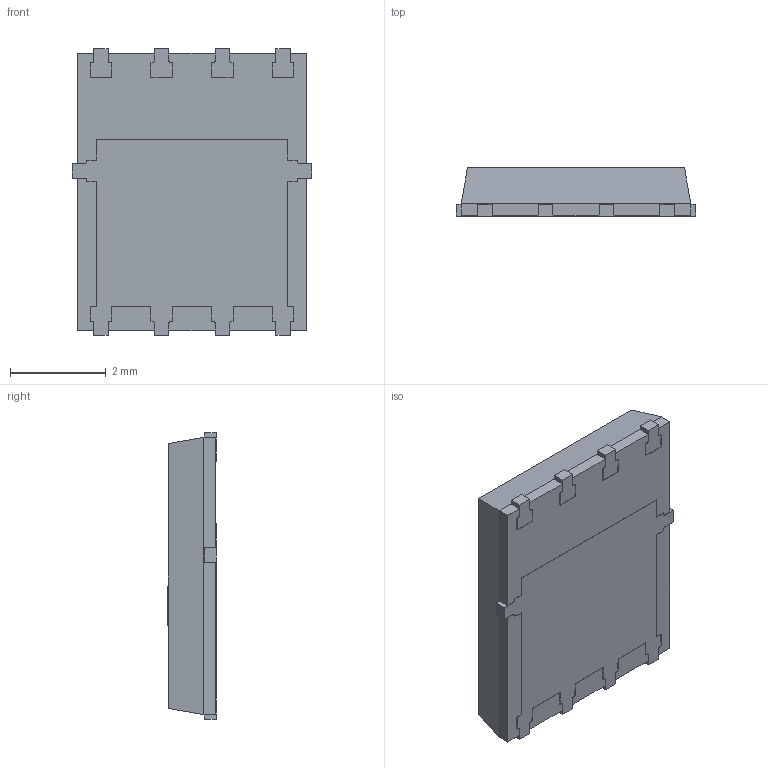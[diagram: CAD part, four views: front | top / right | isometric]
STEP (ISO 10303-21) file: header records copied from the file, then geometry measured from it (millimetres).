
FILE_DESCRIPTION (( 'STEP AP214' ), '1' );
FILE_NAME ('3DF8ABFA-F6C0-4472-92F8-12A6CDD01207.STEP', '2024-05-27T03:26:04', ( '' ), ( '' ), 'SwSTEP 2.0', 'SolidWorks 2022', '' );
FILE_SCHEMA (( 'AUTOMOTIVE_DESIGN' ));
Length unit declared in the file: millimetre
Products named in the file (1): 3DF8ABFA-F6C0-4472-92F8-12A6CDD01207
Bounding box: 5 x 1.02 x 6 mm (x, y, z)
Volume: 27.1 mm3; surface area: 75.6 mm2
Topology: 1 solids, 1 shells, 236 faces, 668 edges, 444 vertices
Faces by surface type: plane 178, bspline 38, cylinder 20
Entity records: 10993 total; most frequent: CARTESIAN_POINT 3547, ORIENTED_EDGE 1336, DIRECTION 1030, EDGE_CURVE 668, VECTOR 552, LINE 552, VERTEX_POINT 444, EDGE_LOOP 246
